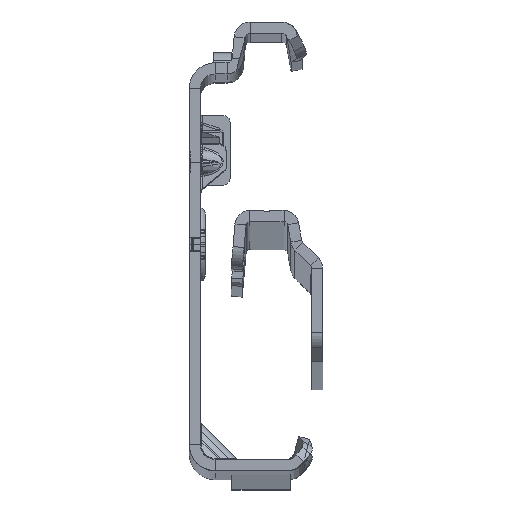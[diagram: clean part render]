
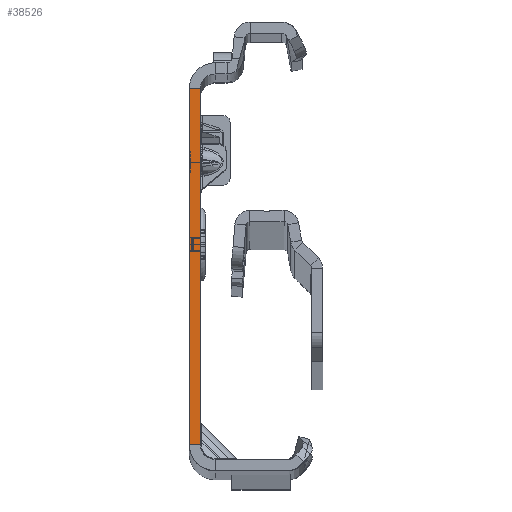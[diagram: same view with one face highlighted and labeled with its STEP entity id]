
A CAD part, top view. The second image highlights one B-rep face of the part: STEP entity #38526.
In plain terms, the highlighted planar face has unit normal (0, 0, 1).
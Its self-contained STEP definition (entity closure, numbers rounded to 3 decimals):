
#2826 = LINE ( 'NONE', #37030, #21959 ) ;
#3610 = VECTOR ( 'NONE', #20069, 1000. ) ;
#7769 = CARTESIAN_POINT ( 'NONE',  ( -1.5, -25.865, 0. ) ) ;
#7976 = AXIS2_PLACEMENT_3D ( 'NONE', #35377, #38404, #25879 ) ;
#8261 = DIRECTION ( 'NONE',  ( -1., 0., 0. ) ) ;
#8804 = CARTESIAN_POINT ( 'NONE',  ( -1.5, -27.865, 0. ) ) ;
#9350 = FACE_OUTER_BOUND ( 'NONE', #22465, .T. ) ;
#9609 = PLANE ( 'NONE',  #7976 ) ;
#9772 = CARTESIAN_POINT ( 'NONE',  ( 0., 22.135, 0. ) ) ;
#10817 = EDGE_CURVE ( 'NONE', #34081, #44735, #24150, .T. ) ;
#17696 = ORIENTED_EDGE ( 'NONE', *, *, #10817, .T. ) ;
#20069 = DIRECTION ( 'NONE',  ( -1., 0., 0. ) ) ;
#20872 = CARTESIAN_POINT ( 'NONE',  ( 0., 22.135, 0. ) ) ;
#21265 = LINE ( 'NONE', #8804, #44819 ) ;
#21959 = VECTOR ( 'NONE', #8261, 1000. ) ;
#22311 = CARTESIAN_POINT ( 'NONE',  ( 0., -25.865, 0. ) ) ;
#22465 = EDGE_LOOP ( 'NONE', ( #34042, #17696, #49787, #41444 ) ) ;
#22931 = CARTESIAN_POINT ( 'NONE',  ( -1.5, 22.135, 0. ) ) ;
#24150 = LINE ( 'NONE', #20872, #3610 ) ;
#25879 = DIRECTION ( 'NONE',  ( 1., 0., 0. ) ) ;
#26554 = VECTOR ( 'NONE', #26595, 1000. ) ;
#26595 = DIRECTION ( 'NONE',  ( 0., -1., 0. ) ) ;
#28036 = EDGE_CURVE ( 'NONE', #30675, #51675, #2826, .T. ) ;
#30674 = LINE ( 'NONE', #39104, #26554 ) ;
#30675 = VERTEX_POINT ( 'NONE', #22311 ) ;
#33736 = DIRECTION ( 'NONE',  ( 0., -1., 0. ) ) ;
#34042 = ORIENTED_EDGE ( 'NONE', *, *, #46026, .F. ) ;
#34081 = VERTEX_POINT ( 'NONE', #9772 ) ;
#35377 = CARTESIAN_POINT ( 'NONE',  ( -1.5, -27.865, 0. ) ) ;
#37030 = CARTESIAN_POINT ( 'NONE',  ( 0., -25.865, 0. ) ) ;
#38404 = DIRECTION ( 'NONE',  ( 0., 0., 1. ) ) ;
#38526 = ADVANCED_FACE ( 'NONE', ( #9350 ), #9609, .T. ) ;
#39104 = CARTESIAN_POINT ( 'NONE',  ( 0., -27.865, 0. ) ) ;
#41444 = ORIENTED_EDGE ( 'NONE', *, *, #28036, .F. ) ;
#44735 = VERTEX_POINT ( 'NONE', #22931 ) ;
#44819 = VECTOR ( 'NONE', #33736, 1000. ) ;
#46026 = EDGE_CURVE ( 'NONE', #34081, #30675, #30674, .T. ) ;
#46740 = EDGE_CURVE ( 'NONE', #44735, #51675, #21265, .T. ) ;
#49787 = ORIENTED_EDGE ( 'NONE', *, *, #46740, .T. ) ;
#51675 = VERTEX_POINT ( 'NONE', #7769 ) ;
